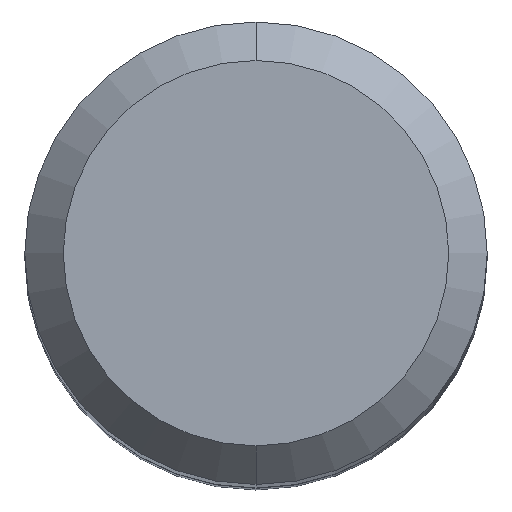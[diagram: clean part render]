
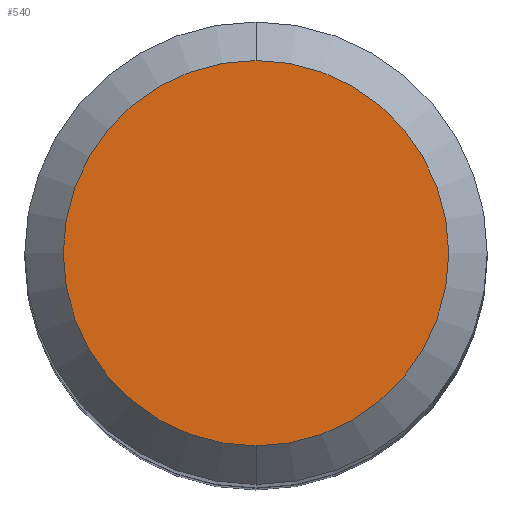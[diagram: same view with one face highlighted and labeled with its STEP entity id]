
A CAD part, top view. The second image highlights one B-rep face of the part: STEP entity #540.
In plain terms, the highlighted planar face has unit normal (0, 0, 1).
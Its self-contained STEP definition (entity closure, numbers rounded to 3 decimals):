
#227=CARTESIAN_POINT('',(0.,0.,45.));
#228=DIRECTION('',(0.,0.,1.));
#229=DIRECTION('',(0.,1.,0.));
#230=AXIS2_PLACEMENT_3D('',#227,#228,#229);
#235=CARTESIAN_POINT('',(0.,0.,45.));
#236=DIRECTION('',(0.,0.,-1.));
#237=DIRECTION('',(0.,1.,0.));
#238=AXIS2_PLACEMENT_3D('',#235,#236,#237);
#247=CARTESIAN_POINT('',(0.,5.,45.));
#248=VERTEX_POINT('',#247);
#253=CARTESIAN_POINT('',(0.,-5.,45.));
#254=VERTEX_POINT('',#253);
#531=CARTESIAN_POINT('',(0.,0.,45.));
#532=DIRECTION('',(0.,0.,-1.));
#533=DIRECTION('',(0.,-1.,0.));
#534=AXIS2_PLACEMENT_3D('',#531,#532,#533);
#535=PLANE('',#534);
#536=ORIENTED_EDGE('',*,*,#524,.F.);
#537=ORIENTED_EDGE('',*,*,#513,.T.);
#538=EDGE_LOOP('',(#536,#537));
#539=FACE_OUTER_BOUND('',#538,.F.);
#231=CIRCLE('',#230,5.);
#239=CIRCLE('',#238,5.);
#513=EDGE_CURVE('',#248,#254,#239,.T.);
#524=EDGE_CURVE('',#248,#254,#231,.T.);
#540=ADVANCED_FACE('',(#539),#535,.F.);
